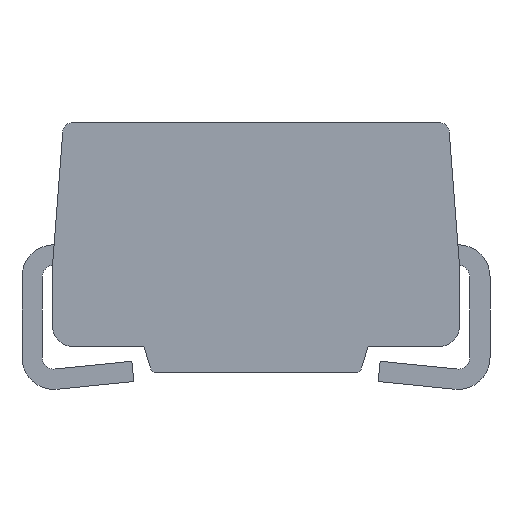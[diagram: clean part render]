
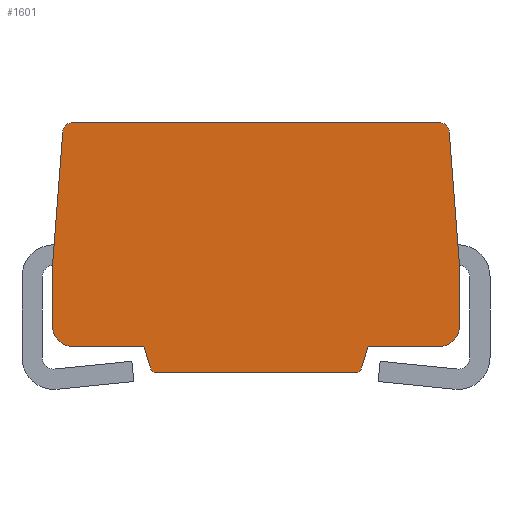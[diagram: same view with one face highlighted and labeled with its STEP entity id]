
A CAD part, front view. The second image highlights one B-rep face of the part: STEP entity #1601.
In plain terms, the highlighted planar face has unit normal (0, -1, 0).
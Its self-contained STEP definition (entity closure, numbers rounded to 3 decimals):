
#87 = EDGE_CURVE ( 'NONE', #378, #2364, #500, .T. ) ;
#93 = VERTEX_POINT ( 'NONE', #2226 ) ;
#95 = DIRECTION ( 'NONE',  ( 0., 1., 0. ) ) ;
#102 = VERTEX_POINT ( 'NONE', #150 ) ;
#110 = LINE ( 'NONE', #633, #1213 ) ;
#133 = DIRECTION ( 'NONE',  ( 0., 1., 0. ) ) ;
#150 = CARTESIAN_POINT ( 'NONE',  ( 0.5, -0.7, -0.53 ) ) ;
#157 = DIRECTION ( 'NONE',  ( 0., 0., 1. ) ) ;
#160 = LINE ( 'NONE', #521, #1636 ) ;
#170 = ORIENTED_EDGE ( 'NONE', *, *, #1279, .F. ) ;
#189 = CARTESIAN_POINT ( 'NONE',  ( -0.901, -0.7, -0.4 ) ) ;
#208 = CARTESIAN_POINT ( 'NONE',  ( -0.5, -0.7, -0.53 ) ) ;
#225 = LINE ( 'NONE', #968, #1297 ) ;
#267 = ORIENTED_EDGE ( 'NONE', *, *, #481, .F. ) ;
#271 = CARTESIAN_POINT ( 'NONE',  ( 0.95, -0.7, 0.654 ) ) ;
#319 = AXIS2_PLACEMENT_3D ( 'NONE', #2435, #2423, #754 ) ;
#321 = CARTESIAN_POINT ( 'NONE',  ( -0.471, -0.7, -0.489 ) ) ;
#325 = CARTESIAN_POINT ( 'NONE',  ( -0.519, -0.7, -0.504 ) ) ;
#378 = VERTEX_POINT ( 'NONE', #1200 ) ;
#441 = FACE_OUTER_BOUND ( 'NONE', #2376, .T. ) ;
#465 = AXIS2_PLACEMENT_3D ( 'NONE', #1586, #1224, #1980 ) ;
#468 = CIRCLE ( 'NONE', #1916, 0.05 ) ;
#481 = EDGE_CURVE ( 'NONE', #2077, #378, #2320, .T. ) ;
#482 = CARTESIAN_POINT ( 'NONE',  ( 1., -0.7, 0. ) ) ;
#488 = EDGE_CURVE ( 'NONE', #93, #1243, #1736, .T. ) ;
#500 = LINE ( 'NONE', #1651, #1105 ) ;
#519 = VERTEX_POINT ( 'NONE', #542 ) ;
#521 = CARTESIAN_POINT ( 'NONE',  ( 0.901, -0.7, -0.4 ) ) ;
#542 = CARTESIAN_POINT ( 'NONE',  ( 0.9, -0.7, 0.7 ) ) ;
#559 = DIRECTION ( 'NONE',  ( -0.292, 0., -0.956 ) ) ;
#585 = EDGE_CURVE ( 'NONE', #2020, #966, #1576, .T. ) ;
#595 = ORIENTED_EDGE ( 'NONE', *, *, #1397, .F. ) ;
#620 = DIRECTION ( 'NONE',  ( 1., 0., 0. ) ) ;
#633 = CARTESIAN_POINT ( 'NONE',  ( -0.551, -0.7, -0.4 ) ) ;
#646 = ORIENTED_EDGE ( 'NONE', *, *, #1124, .F. ) ;
#658 = VERTEX_POINT ( 'NONE', #942 ) ;
#661 = EDGE_CURVE ( 'NONE', #102, #93, #1896, .T. ) ;
#664 = EDGE_CURVE ( 'NONE', #2379, #102, #2006, .T. ) ;
#710 = ORIENTED_EDGE ( 'NONE', *, *, #87, .F. ) ;
#754 = DIRECTION ( 'NONE',  ( 0., 0., 1. ) ) ;
#810 = CARTESIAN_POINT ( 'NONE',  ( 1., -0.7, 0. ) ) ;
#820 = AXIS2_PLACEMENT_3D ( 'NONE', #1787, #95, #2349 ) ;
#831 = ORIENTED_EDGE ( 'NONE', *, *, #1910, .F. ) ;
#834 = DIRECTION ( 'NONE',  ( -0.292, 0., 0.956 ) ) ;
#885 = ORIENTED_EDGE ( 'NONE', *, *, #585, .F. ) ;
#913 = VECTOR ( 'NONE', #559, 1000. ) ;
#919 = DIRECTION ( 'NONE',  ( -1., 0., 0. ) ) ;
#927 = EDGE_CURVE ( 'NONE', #1377, #2020, #2194, .T. ) ;
#942 = CARTESIAN_POINT ( 'NONE',  ( -0.9, -0.7, 0.7 ) ) ;
#958 = LINE ( 'NONE', #1925, #1898 ) ;
#966 = VERTEX_POINT ( 'NONE', #2183 ) ;
#968 = CARTESIAN_POINT ( 'NONE',  ( -0.9, -0.7, 0.7 ) ) ;
#995 = AXIS2_PLACEMENT_3D ( 'NONE', #1694, #1108, #1666 ) ;
#1013 = CIRCLE ( 'NONE', #465, 0.05 ) ;
#1027 = VECTOR ( 'NONE', #1803, 1000. ) ;
#1093 = CARTESIAN_POINT ( 'NONE',  ( -1., -0.7, 0. ) ) ;
#1105 = VECTOR ( 'NONE', #2018, 1000. ) ;
#1108 = DIRECTION ( 'NONE',  ( 0., 1., 0. ) ) ;
#1120 = ORIENTED_EDGE ( 'NONE', *, *, #927, .F. ) ;
#1122 = DIRECTION ( 'NONE',  ( 0.076, 0., 0.997 ) ) ;
#1124 = EDGE_CURVE ( 'NONE', #1961, #1377, #2296, .T. ) ;
#1187 = PLANE ( 'NONE',  #820 ) ;
#1200 = CARTESIAN_POINT ( 'NONE',  ( -1., -0.7, -0.301 ) ) ;
#1211 = VECTOR ( 'NONE', #2436, 1000. ) ;
#1213 = VECTOR ( 'NONE', #834, 1000. ) ;
#1224 = DIRECTION ( 'NONE',  ( 0., 1., 0. ) ) ;
#1233 = VERTEX_POINT ( 'NONE', #2192 ) ;
#1243 = VERTEX_POINT ( 'NONE', #325 ) ;
#1279 = EDGE_CURVE ( 'NONE', #1233, #2379, #1851, .T. ) ;
#1297 = VECTOR ( 'NONE', #620, 1000. ) ;
#1330 = DIRECTION ( 'NONE',  ( -1., 0., 0. ) ) ;
#1352 = EDGE_CURVE ( 'NONE', #658, #519, #225, .T. ) ;
#1361 = EDGE_CURVE ( 'NONE', #2364, #1985, #958, .T. ) ;
#1372 = VERTEX_POINT ( 'NONE', #1740 ) ;
#1377 = VERTEX_POINT ( 'NONE', #810 ) ;
#1378 = CARTESIAN_POINT ( 'NONE',  ( 0.95, -0.7, 0.654 ) ) ;
#1379 = VECTOR ( 'NONE', #2173, 1000. ) ;
#1397 = EDGE_CURVE ( 'NONE', #1372, #2077, #1724, .T. ) ;
#1505 = CARTESIAN_POINT ( 'NONE',  ( 0.9, -0.7, 0.65 ) ) ;
#1535 = EDGE_CURVE ( 'NONE', #1985, #658, #1013, .T. ) ;
#1564 = EDGE_CURVE ( 'NONE', #1243, #1372, #110, .T. ) ;
#1572 = CARTESIAN_POINT ( 'NONE',  ( -0.95, -0.7, 0.654 ) ) ;
#1575 = ORIENTED_EDGE ( 'NONE', *, *, #488, .F. ) ;
#1576 = CIRCLE ( 'NONE', #995, 0.099 ) ;
#1586 = CARTESIAN_POINT ( 'NONE',  ( -0.9, -0.7, 0.65 ) ) ;
#1601 = ADVANCED_FACE ( 'NONE', ( #441 ), #1187, .F. ) ;
#1632 = DIRECTION ( 'NONE',  ( 0., 1., 0. ) ) ;
#1636 = VECTOR ( 'NONE', #919, 1000. ) ;
#1651 = CARTESIAN_POINT ( 'NONE',  ( -1., -0.7, 0. ) ) ;
#1658 = CARTESIAN_POINT ( 'NONE',  ( -0.901, -0.7, -0.301 ) ) ;
#1665 = CARTESIAN_POINT ( 'NONE',  ( 0.519, -0.7, -0.504 ) ) ;
#1666 = DIRECTION ( 'NONE',  ( 0., 0., 1. ) ) ;
#1694 = CARTESIAN_POINT ( 'NONE',  ( 0.901, -0.7, -0.301 ) ) ;
#1695 = DIRECTION ( 'NONE',  ( 0., 0., 1. ) ) ;
#1724 = LINE ( 'NONE', #2289, #1211 ) ;
#1736 = CIRCLE ( 'NONE', #2044, 0.05 ) ;
#1740 = CARTESIAN_POINT ( 'NONE',  ( -0.551, -0.7, -0.4 ) ) ;
#1752 = EDGE_CURVE ( 'NONE', #966, #1233, #160, .T. ) ;
#1775 = VECTOR ( 'NONE', #1330, 1000. ) ;
#1787 = CARTESIAN_POINT ( 'NONE',  ( -0.9, -0.7, 0.65 ) ) ;
#1803 = DIRECTION ( 'NONE',  ( 0.076, 0., -0.997 ) ) ;
#1814 = AXIS2_PLACEMENT_3D ( 'NONE', #1658, #133, #1835 ) ;
#1835 = DIRECTION ( 'NONE',  ( 0., 0., 1. ) ) ;
#1849 = ORIENTED_EDGE ( 'NONE', *, *, #661, .F. ) ;
#1851 = LINE ( 'NONE', #2402, #913 ) ;
#1877 = ORIENTED_EDGE ( 'NONE', *, *, #1752, .F. ) ;
#1896 = LINE ( 'NONE', #208, #1775 ) ;
#1898 = VECTOR ( 'NONE', #1122, 1000. ) ;
#1910 = EDGE_CURVE ( 'NONE', #519, #1961, #468, .T. ) ;
#1916 = AXIS2_PLACEMENT_3D ( 'NONE', #1505, #2051, #1695 ) ;
#1925 = CARTESIAN_POINT ( 'NONE',  ( -1., -0.7, 0. ) ) ;
#1943 = ORIENTED_EDGE ( 'NONE', *, *, #1352, .F. ) ;
#1961 = VERTEX_POINT ( 'NONE', #271 ) ;
#1980 = DIRECTION ( 'NONE',  ( 0., 0., 1. ) ) ;
#1985 = VERTEX_POINT ( 'NONE', #1572 ) ;
#2006 = CIRCLE ( 'NONE', #319, 0.05 ) ;
#2018 = DIRECTION ( 'NONE',  ( 0., 0., 1. ) ) ;
#2020 = VERTEX_POINT ( 'NONE', #2269 ) ;
#2044 = AXIS2_PLACEMENT_3D ( 'NONE', #321, #1632, #157 ) ;
#2051 = DIRECTION ( 'NONE',  ( 0., 1., 0. ) ) ;
#2073 = ORIENTED_EDGE ( 'NONE', *, *, #664, .F. ) ;
#2077 = VERTEX_POINT ( 'NONE', #189 ) ;
#2111 = ORIENTED_EDGE ( 'NONE', *, *, #1361, .F. ) ;
#2165 = ORIENTED_EDGE ( 'NONE', *, *, #1564, .F. ) ;
#2173 = DIRECTION ( 'NONE',  ( 0., 0., -1. ) ) ;
#2183 = CARTESIAN_POINT ( 'NONE',  ( 0.901, -0.7, -0.4 ) ) ;
#2192 = CARTESIAN_POINT ( 'NONE',  ( 0.551, -0.7, -0.4 ) ) ;
#2194 = LINE ( 'NONE', #482, #1379 ) ;
#2226 = CARTESIAN_POINT ( 'NONE',  ( -0.5, -0.7, -0.53 ) ) ;
#2269 = CARTESIAN_POINT ( 'NONE',  ( 1., -0.7, -0.301 ) ) ;
#2289 = CARTESIAN_POINT ( 'NONE',  ( -0.901, -0.7, -0.4 ) ) ;
#2292 = ORIENTED_EDGE ( 'NONE', *, *, #1535, .F. ) ;
#2296 = LINE ( 'NONE', #1378, #1027 ) ;
#2320 = CIRCLE ( 'NONE', #1814, 0.099 ) ;
#2349 = DIRECTION ( 'NONE',  ( 0., 0., 1. ) ) ;
#2364 = VERTEX_POINT ( 'NONE', #1093 ) ;
#2376 = EDGE_LOOP ( 'NONE', ( #267, #595, #2165, #1575, #1849, #2073, #170, #1877, #885, #1120, #646, #831, #1943, #2292, #2111, #710 ) ) ;
#2379 = VERTEX_POINT ( 'NONE', #1665 ) ;
#2402 = CARTESIAN_POINT ( 'NONE',  ( 0.551, -0.7, -0.4 ) ) ;
#2423 = DIRECTION ( 'NONE',  ( 0., 1., 0. ) ) ;
#2435 = CARTESIAN_POINT ( 'NONE',  ( 0.471, -0.7, -0.489 ) ) ;
#2436 = DIRECTION ( 'NONE',  ( -1., 0., 0. ) ) ;
